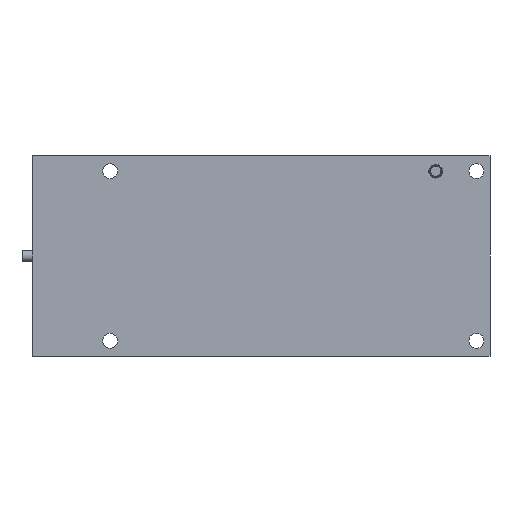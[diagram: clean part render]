
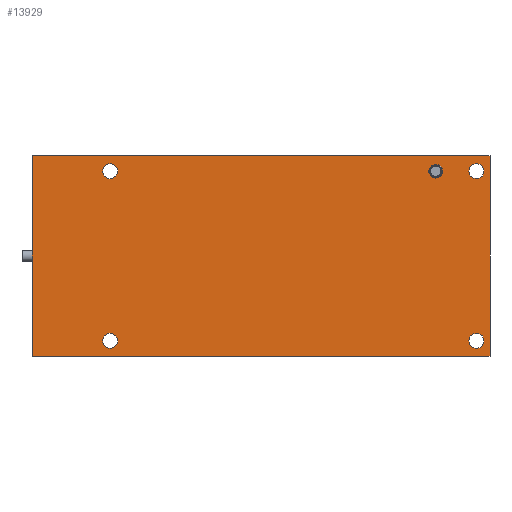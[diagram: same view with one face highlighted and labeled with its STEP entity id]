
A CAD part, front view. The second image highlights one B-rep face of the part: STEP entity #13929.
In plain terms, the highlighted planar face has unit normal (0, -1, 0).
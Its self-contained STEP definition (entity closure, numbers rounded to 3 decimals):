
#326 = CARTESIAN_POINT ( 'NONE',  ( -56.356, 60.048, 265.574 ) ) ;
#329 = CIRCLE ( 'NONE', #18577, 3.75 ) ;
#993 = AXIS2_PLACEMENT_3D ( 'NONE', #20158, #30167, #7725 ) ;
#1011 = DIRECTION ( 'NONE',  ( 0., 1., 0. ) ) ;
#1137 = LINE ( 'NONE', #11095, #31712 ) ;
#1407 = EDGE_CURVE ( 'NONE', #15050, #27240, #9342, .T. ) ;
#1668 = EDGE_CURVE ( 'NONE', #20061, #20895, #21892, .T. ) ;
#1823 = CARTESIAN_POINT ( 'NONE',  ( 241.144, 60.048, 398.324 ) ) ;
#1885 = AXIS2_PLACEMENT_3D ( 'NONE', #26438, #3956, #13964 ) ;
#1987 = CIRCLE ( 'NONE', #20274, 5.5 ) ;
#2129 = ORIENTED_EDGE ( 'NONE', *, *, #21103, .F. ) ;
#2158 = VERTEX_POINT ( 'NONE', #3318 ) ;
#2766 = PLANE ( 'NONE',  #6590 ) ;
#2884 = EDGE_LOOP ( 'NONE', ( #24736, #27589 ) ) ;
#3202 = DIRECTION ( 'NONE',  ( 0., 1., 0. ) ) ;
#3318 = CARTESIAN_POINT ( 'NONE',  ( 271.144, 60.048, 282.574 ) ) ;
#3331 = VERTEX_POINT ( 'NONE', #1823 ) ;
#3737 = DIRECTION ( 'NONE',  ( 0., 1., 0. ) ) ;
#3741 = AXIS2_PLACEMENT_3D ( 'NONE', #10104, #20071, #30058 ) ;
#3956 = DIRECTION ( 'NONE',  ( 0., 1., 0. ) ) ;
#4177 = LINE ( 'NONE', #14183, #10866 ) ;
#4276 = EDGE_LOOP ( 'NONE', ( #19754, #22393 ) ) ;
#4754 = CARTESIAN_POINT ( 'NONE',  ( 1.144, 60.048, 402.074 ) ) ;
#4955 = CARTESIAN_POINT ( 'NONE',  ( 1.144, 60.048, 277.074 ) ) ;
#5257 = FACE_BOUND ( 'NONE', #11542, .T. ) ;
#5541 = ORIENTED_EDGE ( 'NONE', *, *, #15096, .T. ) ;
#5793 = VECTOR ( 'NONE', #9471, 1000. ) ;
#6261 = CIRCLE ( 'NONE', #24545, 5.5 ) ;
#6590 = AXIS2_PLACEMENT_3D ( 'NONE', #30439, #7996, #17992 ) ;
#6876 = VECTOR ( 'NONE', #29362, 1000. ) ;
#6948 = EDGE_CURVE ( 'NONE', #7982, #27160, #29033, .T. ) ;
#7195 = CARTESIAN_POINT ( 'NONE',  ( 1.144, 60.048, 407.574 ) ) ;
#7434 = CARTESIAN_POINT ( 'NONE',  ( 1.144, 60.048, 402.074 ) ) ;
#7677 = FACE_OUTER_BOUND ( 'NONE', #16526, .T. ) ;
#7725 = DIRECTION ( 'NONE',  ( 0., 0., 1. ) ) ;
#7955 = EDGE_CURVE ( 'NONE', #23622, #3331, #329, .T. ) ;
#7982 = VERTEX_POINT ( 'NONE', #21237 ) ;
#7996 = DIRECTION ( 'NONE',  ( 0., 1., 0. ) ) ;
#9342 = LINE ( 'NONE', #19349, #6876 ) ;
#9471 = DIRECTION ( 'NONE',  ( 0., 0., -1. ) ) ;
#9942 = ORIENTED_EDGE ( 'NONE', *, *, #16675, .T. ) ;
#10104 = CARTESIAN_POINT ( 'NONE',  ( 1.144, 60.048, 277.074 ) ) ;
#10242 = EDGE_CURVE ( 'NONE', #2158, #14118, #1987, .T. ) ;
#10531 = AXIS2_PLACEMENT_3D ( 'NONE', #7434, #17426, #27443 ) ;
#10839 = CIRCLE ( 'NONE', #29135, 5.5 ) ;
#10866 = VECTOR ( 'NONE', #24134, 1000. ) ;
#10975 = DIRECTION ( 'NONE',  ( 0., 0., 1. ) ) ;
#11050 = EDGE_LOOP ( 'NONE', ( #9942, #30264 ) ) ;
#11095 = CARTESIAN_POINT ( 'NONE',  ( 281.144, 60.048, 413.574 ) ) ;
#11413 = CARTESIAN_POINT ( 'NONE',  ( 271.144, 60.048, 277.074 ) ) ;
#11542 = EDGE_LOOP ( 'NONE', ( #31814, #24535 ) ) ;
#12042 = EDGE_CURVE ( 'NONE', #13820, #25689, #6261, .T. ) ;
#12941 = EDGE_CURVE ( 'NONE', #13601, #15743, #30619, .T. ) ;
#13254 = DIRECTION ( 'NONE',  ( 0., 0., 1. ) ) ;
#13601 = VERTEX_POINT ( 'NONE', #28527 ) ;
#13753 = DIRECTION ( 'NONE',  ( 0., 0., 1. ) ) ;
#13820 = VERTEX_POINT ( 'NONE', #28182 ) ;
#13929 = ADVANCED_FACE ( 'NONE', ( #7677, #17678, #27700, #5257, #15236, #25208 ), #2766, .F. ) ;
#13964 = DIRECTION ( 'NONE',  ( 0., 0., 1. ) ) ;
#14118 = VERTEX_POINT ( 'NONE', #14718 ) ;
#14183 = CARTESIAN_POINT ( 'NONE',  ( 281.144, 60.048, 265.574 ) ) ;
#14566 = ORIENTED_EDGE ( 'NONE', *, *, #1668, .F. ) ;
#14700 = EDGE_CURVE ( 'NONE', #25689, #13820, #16001, .T. ) ;
#14718 = CARTESIAN_POINT ( 'NONE',  ( 271.144, 60.048, 271.574 ) ) ;
#14753 = DIRECTION ( 'NONE',  ( 0., 1., 0. ) ) ;
#14911 = AXIS2_PLACEMENT_3D ( 'NONE', #4955, #14944, #24919 ) ;
#14944 = DIRECTION ( 'NONE',  ( 0., 1., 0. ) ) ;
#15050 = VERTEX_POINT ( 'NONE', #326 ) ;
#15074 = CIRCLE ( 'NONE', #993, 3.75 ) ;
#15096 = EDGE_CURVE ( 'NONE', #14118, #2158, #10839, .T. ) ;
#15236 = FACE_BOUND ( 'NONE', #16774, .T. ) ;
#15743 = VERTEX_POINT ( 'NONE', #7195 ) ;
#16001 = CIRCLE ( 'NONE', #1885, 5.5 ) ;
#16526 = EDGE_LOOP ( 'NONE', ( #27397, #27805, #14566, #2129 ) ) ;
#16675 = EDGE_CURVE ( 'NONE', #27160, #7982, #17878, .T. ) ;
#16774 = EDGE_LOOP ( 'NONE', ( #5541, #21646 ) ) ;
#17426 = DIRECTION ( 'NONE',  ( 0., 1., 0. ) ) ;
#17678 = FACE_BOUND ( 'NONE', #11050, .T. ) ;
#17878 = CIRCLE ( 'NONE', #3741, 5.5 ) ;
#17992 = DIRECTION ( 'NONE',  ( 0., 0., 1. ) ) ;
#18577 = AXIS2_PLACEMENT_3D ( 'NONE', #26213, #3737, #13753 ) ;
#19349 = CARTESIAN_POINT ( 'NONE',  ( -56.356, 60.048, 413.574 ) ) ;
#19754 = ORIENTED_EDGE ( 'NONE', *, *, #12941, .T. ) ;
#20061 = VERTEX_POINT ( 'NONE', #24608 ) ;
#20071 = DIRECTION ( 'NONE',  ( 0., 1., 0. ) ) ;
#20158 = CARTESIAN_POINT ( 'NONE',  ( 241.144, 60.048, 402.074 ) ) ;
#20274 = AXIS2_PLACEMENT_3D ( 'NONE', #11413, #21354, #31361 ) ;
#20673 = AXIS2_PLACEMENT_3D ( 'NONE', #4754, #14753, #24714 ) ;
#20873 = CARTESIAN_POINT ( 'NONE',  ( -56.356, 60.048, 413.574 ) ) ;
#20895 = VERTEX_POINT ( 'NONE', #31394 ) ;
#21024 = DIRECTION ( 'NONE',  ( 1., 0., 0. ) ) ;
#21103 = EDGE_CURVE ( 'NONE', #27240, #20061, #1137, .T. ) ;
#21237 = CARTESIAN_POINT ( 'NONE',  ( 1.144, 60.048, 282.574 ) ) ;
#21354 = DIRECTION ( 'NONE',  ( 0., 1., 0. ) ) ;
#21631 = EDGE_CURVE ( 'NONE', #3331, #23622, #15074, .T. ) ;
#21646 = ORIENTED_EDGE ( 'NONE', *, *, #10242, .T. ) ;
#21892 = LINE ( 'NONE', #31882, #5793 ) ;
#22223 = EDGE_CURVE ( 'NONE', #20895, #15050, #4177, .T. ) ;
#22393 = ORIENTED_EDGE ( 'NONE', *, *, #25907, .T. ) ;
#22898 = CARTESIAN_POINT ( 'NONE',  ( 271.144, 60.048, 402.074 ) ) ;
#23622 = VERTEX_POINT ( 'NONE', #27288 ) ;
#24134 = DIRECTION ( 'NONE',  ( -1., 0., 0. ) ) ;
#24535 = ORIENTED_EDGE ( 'NONE', *, *, #14700, .T. ) ;
#24545 = AXIS2_PLACEMENT_3D ( 'NONE', #22898, #1011, #10975 ) ;
#24608 = CARTESIAN_POINT ( 'NONE',  ( 281.144, 60.048, 413.574 ) ) ;
#24613 = CIRCLE ( 'NONE', #10531, 5.5 ) ;
#24714 = DIRECTION ( 'NONE',  ( 0., 0., 1. ) ) ;
#24736 = ORIENTED_EDGE ( 'NONE', *, *, #21631, .T. ) ;
#24919 = DIRECTION ( 'NONE',  ( 0., 0., 1. ) ) ;
#25208 = FACE_BOUND ( 'NONE', #2884, .T. ) ;
#25672 = CARTESIAN_POINT ( 'NONE',  ( 271.144, 60.048, 277.074 ) ) ;
#25689 = VERTEX_POINT ( 'NONE', #27816 ) ;
#25907 = EDGE_CURVE ( 'NONE', #15743, #13601, #24613, .T. ) ;
#26213 = CARTESIAN_POINT ( 'NONE',  ( 241.144, 60.048, 402.074 ) ) ;
#26438 = CARTESIAN_POINT ( 'NONE',  ( 271.144, 60.048, 402.074 ) ) ;
#27160 = VERTEX_POINT ( 'NONE', #29011 ) ;
#27240 = VERTEX_POINT ( 'NONE', #20873 ) ;
#27288 = CARTESIAN_POINT ( 'NONE',  ( 241.144, 60.048, 405.824 ) ) ;
#27397 = ORIENTED_EDGE ( 'NONE', *, *, #1407, .F. ) ;
#27443 = DIRECTION ( 'NONE',  ( 0., 0., 1. ) ) ;
#27589 = ORIENTED_EDGE ( 'NONE', *, *, #7955, .T. ) ;
#27700 = FACE_BOUND ( 'NONE', #4276, .T. ) ;
#27805 = ORIENTED_EDGE ( 'NONE', *, *, #22223, .F. ) ;
#27816 = CARTESIAN_POINT ( 'NONE',  ( 271.144, 60.048, 407.574 ) ) ;
#28182 = CARTESIAN_POINT ( 'NONE',  ( 271.144, 60.048, 396.574 ) ) ;
#28527 = CARTESIAN_POINT ( 'NONE',  ( 1.144, 60.048, 396.574 ) ) ;
#29011 = CARTESIAN_POINT ( 'NONE',  ( 1.144, 60.048, 271.574 ) ) ;
#29033 = CIRCLE ( 'NONE', #14911, 5.5 ) ;
#29135 = AXIS2_PLACEMENT_3D ( 'NONE', #25672, #3202, #13254 ) ;
#29362 = DIRECTION ( 'NONE',  ( 0., 0., 1. ) ) ;
#30058 = DIRECTION ( 'NONE',  ( 0., 0., 1. ) ) ;
#30167 = DIRECTION ( 'NONE',  ( 0., 1., 0. ) ) ;
#30264 = ORIENTED_EDGE ( 'NONE', *, *, #6948, .T. ) ;
#30439 = CARTESIAN_POINT ( 'NONE',  ( 112.394, 60.048, 339.574 ) ) ;
#30619 = CIRCLE ( 'NONE', #20673, 5.5 ) ;
#31361 = DIRECTION ( 'NONE',  ( 0., 0., 1. ) ) ;
#31394 = CARTESIAN_POINT ( 'NONE',  ( 281.144, 60.048, 265.574 ) ) ;
#31712 = VECTOR ( 'NONE', #21024, 1000. ) ;
#31814 = ORIENTED_EDGE ( 'NONE', *, *, #12042, .T. ) ;
#31882 = CARTESIAN_POINT ( 'NONE',  ( 281.144, 60.048, 413.574 ) ) ;
